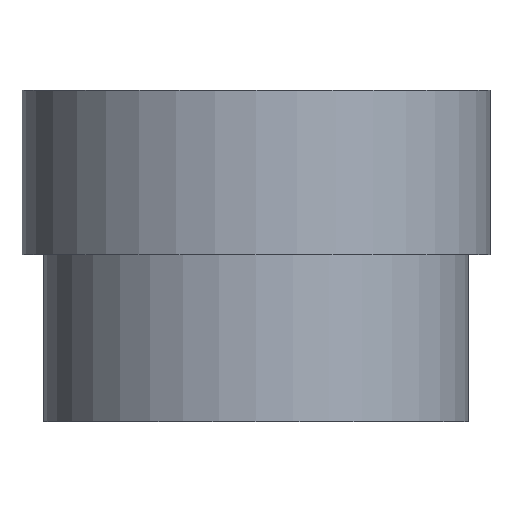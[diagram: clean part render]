
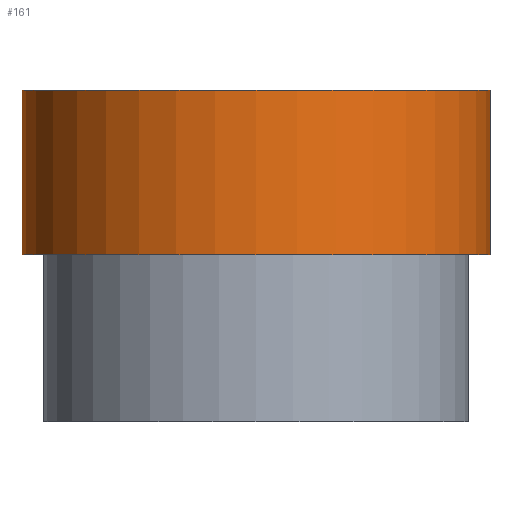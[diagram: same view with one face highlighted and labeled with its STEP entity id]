
A CAD part, front view. The second image highlights one B-rep face of the part: STEP entity #161.
In plain terms, the highlighted cylindrical face has radius 21 mm (diameter 42 mm), a full revolution.
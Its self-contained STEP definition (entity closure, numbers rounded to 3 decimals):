
#35=FACE_OUTER_BOUND('',#50,.T.);
#50=EDGE_LOOP('',(#131,#132,#133,#134));
#62=LINE('',#289,#68);
#68=VECTOR('',#241,21.);
#77=CIRCLE('',#194,21.);
#78=CIRCLE('',#196,21.);
#89=VERTEX_POINT('',#284);
#90=VERTEX_POINT('',#287);
#104=EDGE_CURVE('',#89,#89,#77,.T.);
#105=EDGE_CURVE('',#90,#90,#78,.T.);
#106=EDGE_CURVE('',#90,#89,#62,.T.);
#131=ORIENTED_EDGE('',*,*,#105,.F.);
#132=ORIENTED_EDGE('',*,*,#106,.T.);
#133=ORIENTED_EDGE('',*,*,#104,.F.);
#134=ORIENTED_EDGE('',*,*,#106,.F.);
#152=CYLINDRICAL_SURFACE('',#195,21.);
#161=ADVANCED_FACE('',(#35),#152,.T.);
#194=AXIS2_PLACEMENT_3D('',#285,#235,#236);
#195=AXIS2_PLACEMENT_3D('',#286,#237,#238);
#196=AXIS2_PLACEMENT_3D('',#288,#239,#240);
#235=DIRECTION('center_axis',(0.,0.,1.));
#236=DIRECTION('ref_axis',(1.,0.,0.));
#237=DIRECTION('center_axis',(0.,0.,-1.));
#238=DIRECTION('ref_axis',(1.,0.,0.));
#239=DIRECTION('center_axis',(0.,0.,-1.));
#240=DIRECTION('ref_axis',(1.,0.,0.));
#241=DIRECTION('',(0.,0.,1.));
#284=CARTESIAN_POINT('',(-21.,0.,2.75));
#285=CARTESIAN_POINT('Origin',(0.,0.,2.75));
#286=CARTESIAN_POINT('Origin',(0.,0.,0.));
#287=CARTESIAN_POINT('',(-21.,0.,-12.));
#288=CARTESIAN_POINT('Origin',(0.,0.,-12.));
#289=CARTESIAN_POINT('',(-21.,0.,0.));
